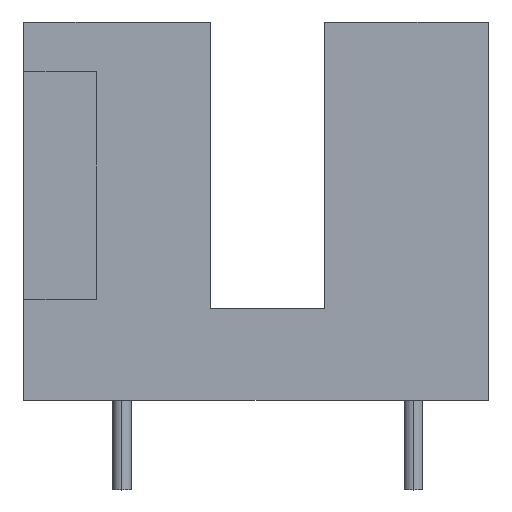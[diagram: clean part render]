
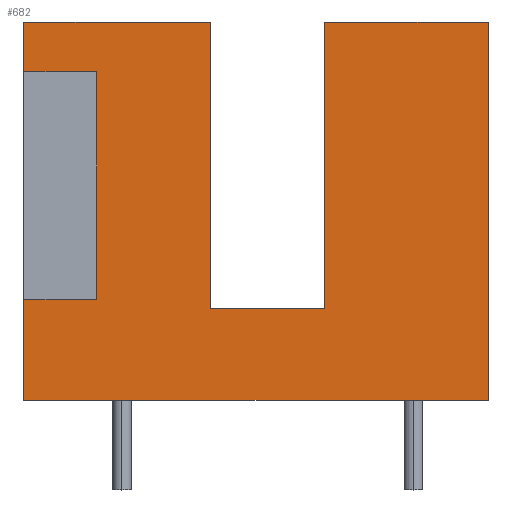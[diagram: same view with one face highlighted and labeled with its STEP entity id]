
A CAD part, top view. The second image highlights one B-rep face of the part: STEP entity #682.
In plain terms, the highlighted planar face has unit normal (0, 0, 1).
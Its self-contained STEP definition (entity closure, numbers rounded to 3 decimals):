
#6 = FACE_OUTER_BOUND ( 'NONE', #1389, .T. ) ;
#13 = VERTEX_POINT ( 'NONE', #60 ) ;
#46 = ORIENTED_EDGE ( 'NONE', *, *, #109, .F. ) ;
#51 = VECTOR ( 'NONE', #1295, 1000. ) ;
#57 = CARTESIAN_POINT ( 'NONE',  ( -6.475, 2.54, 3.175 ) ) ;
#60 = CARTESIAN_POINT ( 'NONE',  ( -1.265, 2.54, 3.175 ) ) ;
#75 = LINE ( 'NONE', #582, #734 ) ;
#91 = LINE ( 'NONE', #1722, #51 ) ;
#101 = CARTESIAN_POINT ( 'NONE',  ( -6.475, 2.54, 3.175 ) ) ;
#109 = EDGE_CURVE ( 'NONE', #346, #1002, #525, .T. ) ;
#119 = DIRECTION ( 'NONE',  ( 0., -1., 0. ) ) ;
#124 = CARTESIAN_POINT ( 'NONE',  ( -6.475, 0., 3.175 ) ) ;
#125 = ORIENTED_EDGE ( 'NONE', *, *, #1023, .T. ) ;
#146 = DIRECTION ( 'NONE',  ( 1., 0., 0. ) ) ;
#180 = EDGE_CURVE ( 'NONE', #967, #1002, #75, .T. ) ;
#192 = DIRECTION ( 'NONE',  ( -1., 0., 0. ) ) ;
#235 = ORIENTED_EDGE ( 'NONE', *, *, #1157, .T. ) ;
#265 = CARTESIAN_POINT ( 'NONE',  ( 6.475, 10.54, 3.175 ) ) ;
#269 = CARTESIAN_POINT ( 'NONE',  ( 6.475, 0., 3.175 ) ) ;
#276 = VECTOR ( 'NONE', #1091, 1000. ) ;
#291 = CARTESIAN_POINT ( 'NONE',  ( -4.445, 2.79, 3.175 ) ) ;
#292 = ORIENTED_EDGE ( 'NONE', *, *, #873, .F. ) ;
#307 = VECTOR ( 'NONE', #1854, 1000. ) ;
#308 = DIRECTION ( 'NONE',  ( -1., 0., 0. ) ) ;
#346 = VERTEX_POINT ( 'NONE', #578 ) ;
#400 = VERTEX_POINT ( 'NONE', #1282 ) ;
#414 = ORIENTED_EDGE ( 'NONE', *, *, #1407, .T. ) ;
#472 = LINE ( 'NONE', #1515, #946 ) ;
#506 = LINE ( 'NONE', #857, #1649 ) ;
#508 = VERTEX_POINT ( 'NONE', #1152 ) ;
#516 = EDGE_CURVE ( 'NONE', #547, #508, #751, .T. ) ;
#525 = LINE ( 'NONE', #1522, #1648 ) ;
#547 = VERTEX_POINT ( 'NONE', #1145 ) ;
#557 = LINE ( 'NONE', #101, #591 ) ;
#578 = CARTESIAN_POINT ( 'NONE',  ( 6.475, 10.54, 3.175 ) ) ;
#582 = CARTESIAN_POINT ( 'NONE',  ( -6.475, 0., 3.175 ) ) ;
#591 = VECTOR ( 'NONE', #1095, 1000. ) ;
#612 = DIRECTION ( 'NONE',  ( 0., 1., 0. ) ) ;
#614 = ORIENTED_EDGE ( 'NONE', *, *, #1175, .T. ) ;
#682 = ADVANCED_FACE ( 'NONE', ( #6 ), #912, .F. ) ;
#706 = VERTEX_POINT ( 'NONE', #1212 ) ;
#712 = LINE ( 'NONE', #1548, #307 ) ;
#734 = VECTOR ( 'NONE', #146, 1000. ) ;
#751 = LINE ( 'NONE', #1719, #1475 ) ;
#760 = AXIS2_PLACEMENT_3D ( 'NONE', #57, #1192, #1341 ) ;
#765 = ORIENTED_EDGE ( 'NONE', *, *, #180, .T. ) ;
#777 = CARTESIAN_POINT ( 'NONE',  ( -4.445, 9.14, 3.175 ) ) ;
#788 = LINE ( 'NONE', #265, #276 ) ;
#857 = CARTESIAN_POINT ( 'NONE',  ( -6.475, 2.54, 3.175 ) ) ;
#861 = DIRECTION ( 'NONE',  ( 1., 0., 0. ) ) ;
#873 = EDGE_CURVE ( 'NONE', #508, #13, #472, .T. ) ;
#886 = EDGE_CURVE ( 'NONE', #13, #1380, #557, .T. ) ;
#896 = DIRECTION ( 'NONE',  ( 0., -1., 0. ) ) ;
#899 = VERTEX_POINT ( 'NONE', #951 ) ;
#912 = PLANE ( 'NONE',  #760 ) ;
#946 = VECTOR ( 'NONE', #1363, 1000. ) ;
#951 = CARTESIAN_POINT ( 'NONE',  ( -6.475, 2.79, 3.175 ) ) ;
#967 = VERTEX_POINT ( 'NONE', #124 ) ;
#1002 = VERTEX_POINT ( 'NONE', #269 ) ;
#1023 = EDGE_CURVE ( 'NONE', #547, #706, #712, .T. ) ;
#1030 = LINE ( 'NONE', #777, #1164 ) ;
#1063 = LINE ( 'NONE', #1143, #1788 ) ;
#1086 = ORIENTED_EDGE ( 'NONE', *, *, #886, .F. ) ;
#1091 = DIRECTION ( 'NONE',  ( -1., 0., 0. ) ) ;
#1095 = DIRECTION ( 'NONE',  ( 1., 0., 0. ) ) ;
#1143 = CARTESIAN_POINT ( 'NONE',  ( -4.445, 0., 3.175 ) ) ;
#1145 = CARTESIAN_POINT ( 'NONE',  ( -6.475, 10.54, 3.175 ) ) ;
#1152 = CARTESIAN_POINT ( 'NONE',  ( -1.265, 10.54, 3.175 ) ) ;
#1157 = EDGE_CURVE ( 'NONE', #400, #1380, #91, .T. ) ;
#1164 = VECTOR ( 'NONE', #192, 1000. ) ;
#1175 = EDGE_CURVE ( 'NONE', #899, #967, #506, .T. ) ;
#1188 = EDGE_CURVE ( 'NONE', #1862, #706, #1030, .T. ) ;
#1192 = DIRECTION ( 'NONE',  ( 0., 0., -1. ) ) ;
#1210 = ORIENTED_EDGE ( 'NONE', *, *, #1778, .F. ) ;
#1212 = CARTESIAN_POINT ( 'NONE',  ( -6.475, 9.14, 3.175 ) ) ;
#1236 = CARTESIAN_POINT ( 'NONE',  ( 1.915, 2.54, 3.175 ) ) ;
#1282 = CARTESIAN_POINT ( 'NONE',  ( 1.915, 10.54, 3.175 ) ) ;
#1295 = DIRECTION ( 'NONE',  ( 0., -1., 0. ) ) ;
#1341 = DIRECTION ( 'NONE',  ( -1., 0., 0. ) ) ;
#1363 = DIRECTION ( 'NONE',  ( 0., -1., 0. ) ) ;
#1367 = ORIENTED_EDGE ( 'NONE', *, *, #1804, .T. ) ;
#1380 = VERTEX_POINT ( 'NONE', #1236 ) ;
#1389 = EDGE_LOOP ( 'NONE', ( #1781, #1210, #1367, #614, #765, #46, #414, #235, #1086, #292, #1583, #125 ) ) ;
#1394 = VECTOR ( 'NONE', #308, 1000. ) ;
#1407 = EDGE_CURVE ( 'NONE', #346, #400, #788, .T. ) ;
#1475 = VECTOR ( 'NONE', #861, 1000. ) ;
#1515 = CARTESIAN_POINT ( 'NONE',  ( -1.265, 10.54, 3.175 ) ) ;
#1522 = CARTESIAN_POINT ( 'NONE',  ( 6.475, 2.54, 3.175 ) ) ;
#1548 = CARTESIAN_POINT ( 'NONE',  ( -6.475, 2.54, 3.175 ) ) ;
#1571 = CARTESIAN_POINT ( 'NONE',  ( -4.445, 2.79, 3.175 ) ) ;
#1582 = VERTEX_POINT ( 'NONE', #291 ) ;
#1583 = ORIENTED_EDGE ( 'NONE', *, *, #516, .F. ) ;
#1648 = VECTOR ( 'NONE', #119, 1000. ) ;
#1649 = VECTOR ( 'NONE', #896, 1000. ) ;
#1719 = CARTESIAN_POINT ( 'NONE',  ( -6.475, 10.54, 3.175 ) ) ;
#1722 = CARTESIAN_POINT ( 'NONE',  ( 1.915, 10.54, 3.175 ) ) ;
#1767 = CARTESIAN_POINT ( 'NONE',  ( -4.445, 9.14, 3.175 ) ) ;
#1778 = EDGE_CURVE ( 'NONE', #1582, #1862, #1063, .T. ) ;
#1781 = ORIENTED_EDGE ( 'NONE', *, *, #1188, .F. ) ;
#1788 = VECTOR ( 'NONE', #612, 1000. ) ;
#1804 = EDGE_CURVE ( 'NONE', #1582, #899, #1853, .T. ) ;
#1853 = LINE ( 'NONE', #1571, #1394 ) ;
#1854 = DIRECTION ( 'NONE',  ( 0., -1., 0. ) ) ;
#1862 = VERTEX_POINT ( 'NONE', #1767 ) ;
